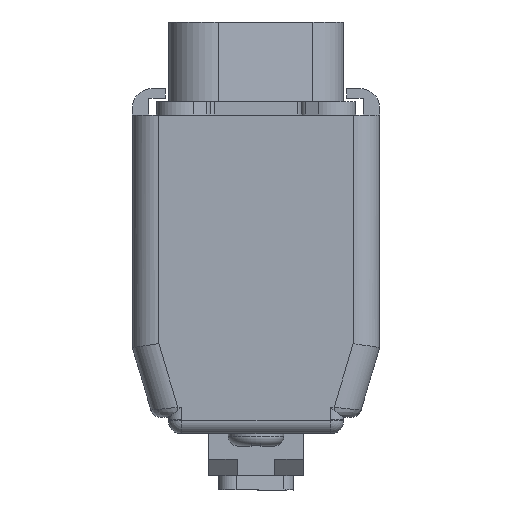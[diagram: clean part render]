
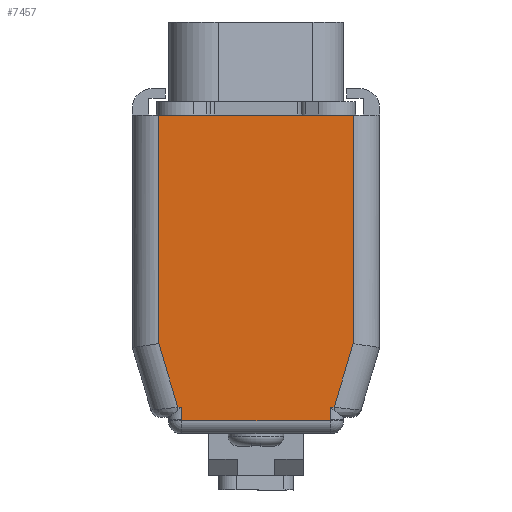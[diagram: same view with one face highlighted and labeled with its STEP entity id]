
A CAD part, front view. The second image highlights one B-rep face of the part: STEP entity #7457.
In plain terms, the highlighted planar face has unit normal (0, -1, 0).
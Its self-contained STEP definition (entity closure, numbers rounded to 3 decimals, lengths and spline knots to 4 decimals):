
#1506 = CARTESIAN_POINT ( 'NONE',  ( -0.2354, -1.35, -0.4012 ) ) ;
#1544 = CARTESIAN_POINT ( 'NONE',  ( -0.2925, -1.35, -0.2095 ) ) ;
#1545 = DIRECTION ( 'NONE',  ( 0.286, 0., -0.958 ) ) ;
#1546 = VECTOR ( 'NONE', #1545, 39.3701 ) ;
#1547 = CARTESIAN_POINT ( 'NONE',  ( -0.4267, -1.35, 0.2406 ) ) ;
#1549 = LINE ( 'NONE', #1547, #1546 ) ;
#1573 = DIRECTION ( 'NONE',  ( 0.286, 0., 0.958 ) ) ;
#1574 = VECTOR ( 'NONE', #1573, 39.3701 ) ;
#1575 = CARTESIAN_POINT ( 'NONE',  ( 0.4875, -1.35, 0.4445 ) ) ;
#1580 = LINE ( 'NONE', #1575, #1574 ) ;
#1644 = CARTESIAN_POINT ( 'NONE',  ( 0.2925, -1.35, -0.2095 ) ) ;
#1645 = CARTESIAN_POINT ( 'NONE',  ( 0.2354, -1.35, -0.4012 ) ) ;
#7457 = ADVANCED_FACE ( 'NONE', ( #48831 ), #48830, .F. ) ;
#7461 = EDGE_LOOP ( 'NONE', ( #7463, #7464, #46533, #46536, #46539, #46458, #46461, #46520, #46522, #46523, #46525, #46526 ) ) ;
#7463 = ORIENTED_EDGE ( 'NONE', *, *, #18542, .T. ) ;
#7464 = ORIENTED_EDGE ( 'NONE', *, *, #7465, .T. ) ;
#7465 = EDGE_CURVE ( 'NONE', #18540, #7466, #48891, .T. ) ;
#7466 = VERTEX_POINT ( 'NONE', #48887 ) ;
#16866 = CARTESIAN_POINT ( 'NONE',  ( 0.4875, -1.35, 0.4445 ) ) ;
#17916 = LINE ( 'NONE', #16866, #17981 ) ;
#17974 = CARTESIAN_POINT ( 'NONE',  ( 0.2241, -1.35, -0.4012 ) ) ;
#17975 = DIRECTION ( 'NONE',  ( 0., 0., 1. ) ) ;
#17976 = VECTOR ( 'NONE', #17975, 39.3701 ) ;
#17977 = CARTESIAN_POINT ( 'NONE',  ( 0.2241, -1.35, 0.4788 ) ) ;
#17978 = LINE ( 'NONE', #17977, #17976 ) ;
#17979 = CARTESIAN_POINT ( 'NONE',  ( 0.2241, -1.35, -0.439 ) ) ;
#17980 = DIRECTION ( 'NONE',  ( 0.286, 0., 0.958 ) ) ;
#17981 = VECTOR ( 'NONE', #17980, 39.3701 ) ;
#18013 = LINE ( 'NONE', #18076, #18075 ) ;
#18014 = DIRECTION ( 'NONE',  ( 1., 0., 0. ) ) ;
#18015 = VECTOR ( 'NONE', #18014, 39.3701 ) ;
#18016 = CARTESIAN_POINT ( 'NONE',  ( 0.2264, -1.35, -0.4012 ) ) ;
#18022 = LINE ( 'NONE', #18016, #18015 ) ;
#18045 = DIRECTION ( 'NONE',  ( 1., 0., 0. ) ) ;
#18046 = VECTOR ( 'NONE', #18045, 39.3701 ) ;
#18047 = CARTESIAN_POINT ( 'NONE',  ( 0.3725, -1.35, -0.4412 ) ) ;
#18048 = LINE ( 'NONE', #18047, #18046 ) ;
#18049 = CARTESIAN_POINT ( 'NONE',  ( -0.2234, -1.35, -0.4412 ) ) ;
#18050 = DIRECTION ( 'NONE',  ( 0.286, 0., -0.958 ) ) ;
#18051 = VECTOR ( 'NONE', #18050, 39.3701 ) ;
#18052 = CARTESIAN_POINT ( 'NONE',  ( -0.4267, -1.35, 0.2406 ) ) ;
#18053 = LINE ( 'NONE', #18052, #18051 ) ;
#18054 = CARTESIAN_POINT ( 'NONE',  ( -0.2241, -1.35, -0.439 ) ) ;
#18055 = DIRECTION ( 'NONE',  ( 0., 0., -1. ) ) ;
#18056 = VECTOR ( 'NONE', #18055, 39.3701 ) ;
#18057 = CARTESIAN_POINT ( 'NONE',  ( -0.2241, -1.35, 0.4788 ) ) ;
#18058 = LINE ( 'NONE', #18057, #18056 ) ;
#18070 = DIRECTION ( 'NONE',  ( 0., 0., -1. ) ) ;
#18071 = VECTOR ( 'NONE', #18070, 39.3701 ) ;
#18072 = CARTESIAN_POINT ( 'NONE',  ( -0.2925, -1.35, 0.4788 ) ) ;
#18073 = LINE ( 'NONE', #18072, #18071 ) ;
#18074 = DIRECTION ( 'NONE',  ( 0., 0., 1. ) ) ;
#18075 = VECTOR ( 'NONE', #18074, 39.3701 ) ;
#18076 = CARTESIAN_POINT ( 'NONE',  ( 0.2925, -1.35, 0.4788 ) ) ;
#18107 = CARTESIAN_POINT ( 'NONE',  ( 0.2234, -1.35, -0.4412 ) ) ;
#18540 = VERTEX_POINT ( 'NONE', #1506 ) ;
#18542 = EDGE_CURVE ( 'NONE', #18543, #18540, #1549, .T. ) ;
#18543 = VERTEX_POINT ( 'NONE', #1544 ) ;
#18549 = EDGE_CURVE ( 'NONE', #18600, #18601, #1580, .T. ) ;
#18600 = VERTEX_POINT ( 'NONE', #1645 ) ;
#18601 = VERTEX_POINT ( 'NONE', #1644 ) ;
#27045 = CARTESIAN_POINT ( 'NONE',  ( 0.2925, -1.35, 0.4788 ) ) ;
#27048 = DIRECTION ( 'NONE',  ( 1., 0., 0. ) ) ;
#27049 = VECTOR ( 'NONE', #27048, 39.3701 ) ;
#27051 = CARTESIAN_POINT ( 'NONE',  ( -0.3725, -1.35, 0.4788 ) ) ;
#27053 = LINE ( 'NONE', #27051, #27049 ) ;
#27058 = CARTESIAN_POINT ( 'NONE',  ( -0.2925, -1.35, 0.4788 ) ) ;
#31043 = VERTEX_POINT ( 'NONE', #27058 ) ;
#31047 = EDGE_CURVE ( 'NONE', #31043, #31048, #27053, .T. ) ;
#31048 = VERTEX_POINT ( 'NONE', #27045 ) ;
#46458 = ORIENTED_EDGE ( 'NONE', *, *, #46459, .T. ) ;
#46459 = EDGE_CURVE ( 'NONE', #46541, #46460, #17916, .T. ) ;
#46460 = VERTEX_POINT ( 'NONE', #17979 ) ;
#46461 = ORIENTED_EDGE ( 'NONE', *, *, #46462, .T. ) ;
#46462 = EDGE_CURVE ( 'NONE', #46460, #46463, #17978, .T. ) ;
#46463 = VERTEX_POINT ( 'NONE', #17974 ) ;
#46520 = ORIENTED_EDGE ( 'NONE', *, *, #46521, .T. ) ;
#46521 = EDGE_CURVE ( 'NONE', #46463, #18600, #18022, .T. ) ;
#46522 = ORIENTED_EDGE ( 'NONE', *, *, #18549, .T. ) ;
#46523 = ORIENTED_EDGE ( 'NONE', *, *, #46524, .T. ) ;
#46524 = EDGE_CURVE ( 'NONE', #18601, #31048, #18013, .T. ) ;
#46525 = ORIENTED_EDGE ( 'NONE', *, *, #31047, .F. ) ;
#46526 = ORIENTED_EDGE ( 'NONE', *, *, #46527, .T. ) ;
#46527 = EDGE_CURVE ( 'NONE', #31043, #18543, #18073, .T. ) ;
#46533 = ORIENTED_EDGE ( 'NONE', *, *, #46534, .T. ) ;
#46534 = EDGE_CURVE ( 'NONE', #7466, #46535, #18058, .T. ) ;
#46535 = VERTEX_POINT ( 'NONE', #18054 ) ;
#46536 = ORIENTED_EDGE ( 'NONE', *, *, #46537, .T. ) ;
#46537 = EDGE_CURVE ( 'NONE', #46535, #46538, #18053, .T. ) ;
#46538 = VERTEX_POINT ( 'NONE', #18049 ) ;
#46539 = ORIENTED_EDGE ( 'NONE', *, *, #46540, .T. ) ;
#46540 = EDGE_CURVE ( 'NONE', #46538, #46541, #18048, .T. ) ;
#46541 = VERTEX_POINT ( 'NONE', #18107 ) ;
#48829 = CARTESIAN_POINT ( 'NONE',  ( 0.3725, -1.35, 0.4788 ) ) ;
#48830 = PLANE ( 'NONE',  #48894 ) ;
#48831 = FACE_OUTER_BOUND ( 'NONE', #7461, .T. ) ;
#48887 = CARTESIAN_POINT ( 'NONE',  ( -0.2241, -1.35, -0.4012 ) ) ;
#48888 = DIRECTION ( 'NONE',  ( 1., 0., 0. ) ) ;
#48889 = VECTOR ( 'NONE', #48888, 39.3701 ) ;
#48890 = CARTESIAN_POINT ( 'NONE',  ( -0.2241, -1.35, -0.4012 ) ) ;
#48891 = LINE ( 'NONE', #48890, #48889 ) ;
#48892 = DIRECTION ( 'NONE',  ( 0., 0., 1. ) ) ;
#48893 = DIRECTION ( 'NONE',  ( 0., 1., 0. ) ) ;
#48894 = AXIS2_PLACEMENT_3D ( 'NONE', #48829, #48893, #48892 ) ;
